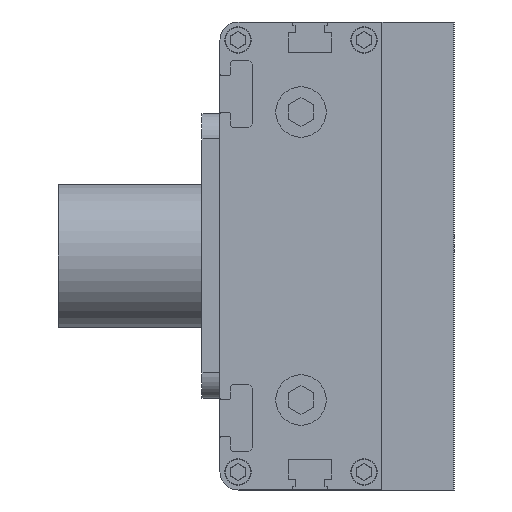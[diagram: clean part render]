
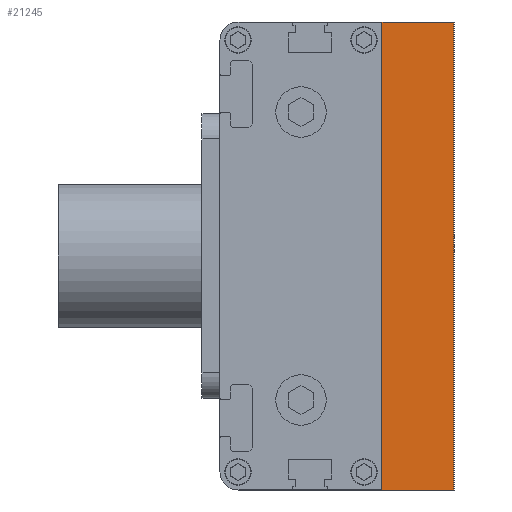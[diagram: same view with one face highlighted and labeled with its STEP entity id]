
A CAD part, left-side view. The second image highlights one B-rep face of the part: STEP entity #21245.
In plain terms, the highlighted planar face has unit normal (-1, 0, 0).
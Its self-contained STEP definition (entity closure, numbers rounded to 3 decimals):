
#773 = LINE ( 'NONE', #17613, #22995 ) ;
#1821 = LINE ( 'NONE', #25892, #1864 ) ;
#1864 = VECTOR ( 'NONE', #5243, 1000. ) ;
#3031 = CARTESIAN_POINT ( 'NONE',  ( -653., -20., 65. ) ) ;
#3249 = CARTESIAN_POINT ( 'NONE',  ( -653., 0., -65. ) ) ;
#3353 = CARTESIAN_POINT ( 'NONE',  ( -653., 0., 65. ) ) ;
#3626 = DIRECTION ( 'NONE',  ( 0., 1., 0. ) ) ;
#4342 = CARTESIAN_POINT ( 'NONE',  ( -653., 0., 65. ) ) ;
#4642 = ORIENTED_EDGE ( 'NONE', *, *, #30568, .T. ) ;
#4864 = EDGE_CURVE ( 'NONE', #37629, #16176, #36291, .T. ) ;
#4940 = EDGE_LOOP ( 'NONE', ( #5789, #9782, #35673, #4642 ) ) ;
#5243 = DIRECTION ( 'NONE',  ( 0., 0., -1. ) ) ;
#5789 = ORIENTED_EDGE ( 'NONE', *, *, #12701, .T. ) ;
#9377 = CARTESIAN_POINT ( 'NONE',  ( -653., -20., -65. ) ) ;
#9782 = ORIENTED_EDGE ( 'NONE', *, *, #4864, .F. ) ;
#11641 = FACE_OUTER_BOUND ( 'NONE', #4940, .T. ) ;
#12701 = EDGE_CURVE ( 'NONE', #30920, #16176, #13334, .T. ) ;
#13334 = LINE ( 'NONE', #4342, #18319 ) ;
#14144 = PLANE ( 'NONE',  #28569 ) ;
#14162 = VECTOR ( 'NONE', #19302, 1000. ) ;
#14748 = CARTESIAN_POINT ( 'NONE',  ( -653., -20., 65. ) ) ;
#16176 = VERTEX_POINT ( 'NONE', #3249 ) ;
#17383 = DIRECTION ( 'NONE',  ( 1., 0., 0. ) ) ;
#17613 = CARTESIAN_POINT ( 'NONE',  ( -653., -20., 65. ) ) ;
#18319 = VECTOR ( 'NONE', #24957, 1000. ) ;
#19302 = DIRECTION ( 'NONE',  ( 0., 1., 0. ) ) ;
#20244 = DIRECTION ( 'NONE',  ( 0., 0., -1. ) ) ;
#21245 = ADVANCED_FACE ( 'NONE', ( #11641 ), #14144, .F. ) ;
#21975 = CARTESIAN_POINT ( 'NONE',  ( -653., -20., -65. ) ) ;
#22995 = VECTOR ( 'NONE', #3626, 1000. ) ;
#24957 = DIRECTION ( 'NONE',  ( 0., 0., -1. ) ) ;
#25892 = CARTESIAN_POINT ( 'NONE',  ( -653., -20., 65. ) ) ;
#28569 = AXIS2_PLACEMENT_3D ( 'NONE', #3031, #17383, #20244 ) ;
#30568 = EDGE_CURVE ( 'NONE', #30591, #30920, #773, .T. ) ;
#30591 = VERTEX_POINT ( 'NONE', #14748 ) ;
#30920 = VERTEX_POINT ( 'NONE', #3353 ) ;
#33072 = EDGE_CURVE ( 'NONE', #30591, #37629, #1821, .T. ) ;
#35673 = ORIENTED_EDGE ( 'NONE', *, *, #33072, .F. ) ;
#36291 = LINE ( 'NONE', #21975, #14162 ) ;
#37629 = VERTEX_POINT ( 'NONE', #9377 ) ;
